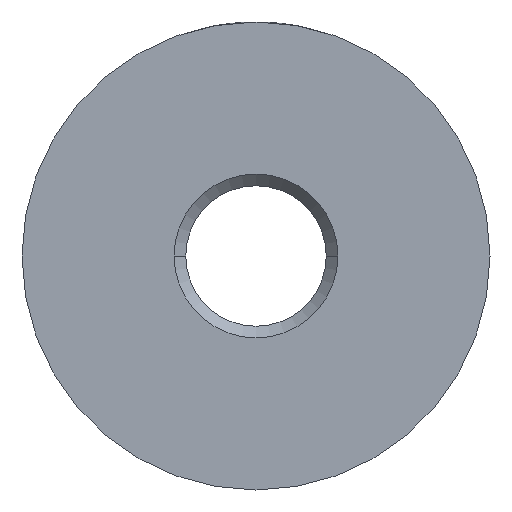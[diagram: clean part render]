
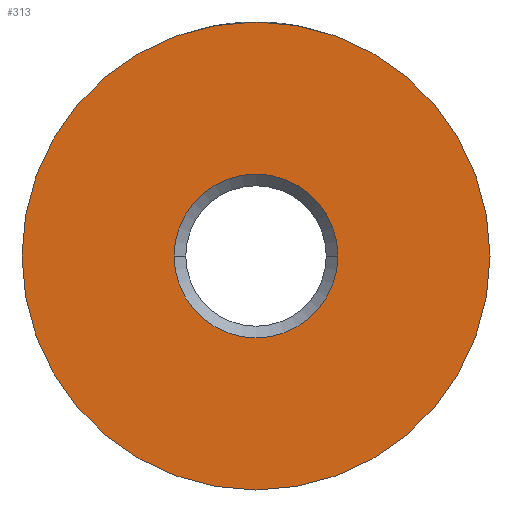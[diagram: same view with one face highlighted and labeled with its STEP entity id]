
A CAD part, left-side view. The second image highlights one B-rep face of the part: STEP entity #313.
In plain terms, the highlighted planar face has unit normal (-1, 0, 0).
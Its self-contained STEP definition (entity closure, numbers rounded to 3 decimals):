
#2=CARTESIAN_POINT('',(-12.,0.,0.));
#3=DIRECTION('',(-1.,0.,0.));
#4=DIRECTION('',(0.,1.,0.));
#5=AXIS2_PLACEMENT_3D('',#2,#3,#4);
#7=CARTESIAN_POINT('',(-12.,0.,0.));
#8=DIRECTION('',(1.,0.,0.));
#9=DIRECTION('',(0.,1.,0.));
#10=AXIS2_PLACEMENT_3D('',#7,#8,#9);
#12=CARTESIAN_POINT('',(-12.,0.,0.));
#13=DIRECTION('',(1.,0.,0.));
#14=DIRECTION('',(0.,-1.,0.));
#15=AXIS2_PLACEMENT_3D('',#12,#13,#14);
#17=CARTESIAN_POINT('',(-12.,0.,0.));
#18=DIRECTION('',(1.,0.,0.));
#19=DIRECTION('',(0.,1.,0.));
#20=AXIS2_PLACEMENT_3D('',#17,#18,#19);
#268=CARTESIAN_POINT('',(-12.,-7.,0.));
#269=CARTESIAN_POINT('',(-12.,7.,0.));
#270=VERTEX_POINT('',#268);
#271=VERTEX_POINT('',#269);
#277=CARTESIAN_POINT('',(-12.,20.,0.));
#279=VERTEX_POINT('',#277);
#281=CARTESIAN_POINT('',(-12.,-20.,0.));
#283=VERTEX_POINT('',#281);
#296=CARTESIAN_POINT('',(-12.,0.,0.));
#297=DIRECTION('',(1.,0.,0.));
#298=DIRECTION('',(0.,-1.,0.));
#299=AXIS2_PLACEMENT_3D('',#296,#297,#298);
#300=PLANE('',#299);
#302=ORIENTED_EDGE('',*,*,#301,.F.);
#304=ORIENTED_EDGE('',*,*,#303,.T.);
#305=EDGE_LOOP('',(#302,#304));
#306=FACE_OUTER_BOUND('',#305,.F.);
#308=ORIENTED_EDGE('',*,*,#307,.F.);
#310=ORIENTED_EDGE('',*,*,#309,.F.);
#311=EDGE_LOOP('',(#308,#310));
#312=FACE_BOUND('',#311,.F.);
#313=ADVANCED_FACE('',(#306,#312),#300,.F.);
#6=CIRCLE('',#5,20.);
#11=CIRCLE('',#10,20.);
#16=CIRCLE('',#15,7.);
#21=CIRCLE('',#20,7.);
#301=EDGE_CURVE('',#279,#283,#6,.T.);
#303=EDGE_CURVE('',#279,#283,#11,.T.);
#307=EDGE_CURVE('',#270,#271,#16,.T.);
#309=EDGE_CURVE('',#271,#270,#21,.T.);
